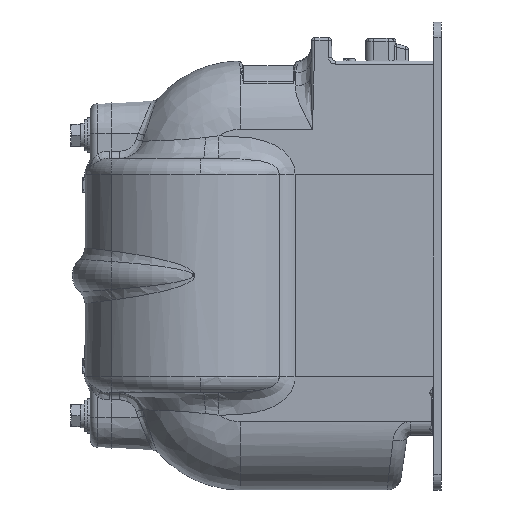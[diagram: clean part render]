
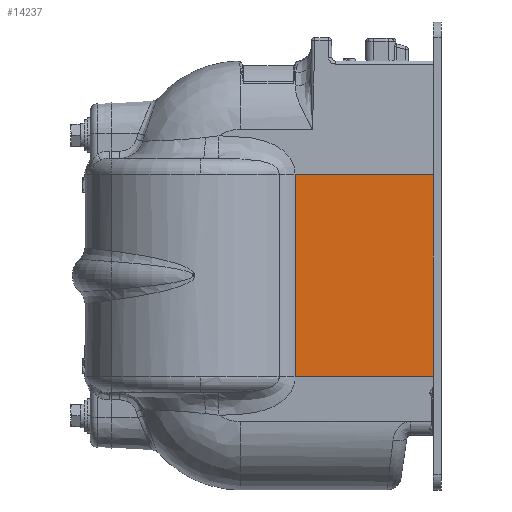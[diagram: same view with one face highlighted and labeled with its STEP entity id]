
A CAD part, left-side view. The second image highlights one B-rep face of the part: STEP entity #14237.
In plain terms, the highlighted planar face has unit normal (-1, 0, 0).
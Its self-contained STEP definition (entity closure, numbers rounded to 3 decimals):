
#4 = ORIENTED_EDGE ( 'NONE', *, *, #556, .T. ) ;
#73 = ORIENTED_EDGE ( 'NONE', *, *, #552, .F. ) ;
#124 = ORIENTED_EDGE ( 'NONE', *, *, #562, .T. ) ;
#171 = ORIENTED_EDGE ( 'NONE', *, *, #564, .T. ) ;
#194 = ORIENTED_EDGE ( 'NONE', *, *, #554, .T. ) ;
#552 = EDGE_CURVE ( 'NONE', #1462, #1463, #21617, .T. ) ;
#554 = EDGE_CURVE ( 'NONE', #1459, #1463, #21619, .T. ) ;
#556 = EDGE_CURVE ( 'NONE', #1462, #1456, #21626, .T. ) ;
#562 = EDGE_CURVE ( 'NONE', #1460, #1459, #4946, .T. ) ;
#564 = EDGE_CURVE ( 'NONE', #1456, #1460, #21621, .T. ) ;
#1456 = VERTEX_POINT ( 'NONE', #16165 ) ;
#1459 = VERTEX_POINT ( 'NONE', #16168 ) ;
#1460 = VERTEX_POINT ( 'NONE', #16169 ) ;
#1462 = VERTEX_POINT ( 'NONE', #16171 ) ;
#1463 = VERTEX_POINT ( 'NONE', #16172 ) ;
#4946 = B_SPLINE_CURVE_WITH_KNOTS ( 'NONE', 3,
 ( #11213, #11219, #11220, #11221 ),
 .UNSPECIFIED., .F., .F.,
 ( 4, 4 ),
 ( 0., 0. ),
 .UNSPECIFIED. ) ;
#6957 = CARTESIAN_POINT ( 'NONE',  ( -50., 123.725, 67.5 ) ) ;
#6959 = PLANE ( 'NONE',  #15369 ) ;
#6962 = DIRECTION ( 'NONE',  ( -1., 0., 0. ) ) ;
#6963 = DIRECTION ( 'NONE',  ( 0., 0., 1. ) ) ;
#8212 = FACE_OUTER_BOUND ( 'NONE', #8556, .T. ) ;
#8556 = EDGE_LOOP ( 'NONE', ( #73, #4, #171, #124, #194 ) ) ;
#11128 = CARTESIAN_POINT ( 'NONE',  ( -50., 0., 137.5 ) ) ;
#11158 = DIRECTION ( 'NONE',  ( 0., 0., -1. ) ) ;
#11160 = CARTESIAN_POINT ( 'NONE',  ( -50., 123.725, -65. ) ) ;
#11164 = DIRECTION ( 'NONE',  ( 0., -1., 0. ) ) ;
#11167 = CARTESIAN_POINT ( 'NONE',  ( -50., 123.725, 65. ) ) ;
#11168 = DIRECTION ( 'NONE',  ( 0., 1., 0. ) ) ;
#11213 = CARTESIAN_POINT ( 'NONE',  ( -50., 88.708, -65. ) ) ;
#11219 = CARTESIAN_POINT ( 'NONE',  ( -50., 88.707, -65. ) ) ;
#11220 = CARTESIAN_POINT ( 'NONE',  ( -50., 88.707, -65. ) ) ;
#11221 = CARTESIAN_POINT ( 'NONE',  ( -50., 88.707, -65. ) ) ;
#11222 = CARTESIAN_POINT ( 'NONE',  ( -50., 88.708, 67.5 ) ) ;
#11244 = DIRECTION ( 'NONE',  ( 0., 0., -1. ) ) ;
#14237 = ADVANCED_FACE ( 'NONE', ( #8212 ), #6959, .T. ) ;
#15369 = AXIS2_PLACEMENT_3D ( 'NONE', #6957, #6962, #6963 ) ;
#16165 = CARTESIAN_POINT ( 'NONE',  ( -50., 88.707, 65. ) ) ;
#16168 = CARTESIAN_POINT ( 'NONE',  ( -50., 88.707, -65. ) ) ;
#16169 = CARTESIAN_POINT ( 'NONE',  ( -50., 88.708, -65. ) ) ;
#16171 = CARTESIAN_POINT ( 'NONE',  ( -50., 0., 65. ) ) ;
#16172 = CARTESIAN_POINT ( 'NONE',  ( -50., 0., -65. ) ) ;
#21531 = VECTOR ( 'NONE', #11244, 1000. ) ;
#21542 = VECTOR ( 'NONE', #11164, 1000. ) ;
#21613 = VECTOR ( 'NONE', #11158, 1000. ) ;
#21617 = LINE ( 'NONE', #11128, #21613 ) ;
#21619 = LINE ( 'NONE', #11160, #21542 ) ;
#21621 = LINE ( 'NONE', #11222, #21531 ) ;
#21626 = LINE ( 'NONE', #11167, #21627 ) ;
#21627 = VECTOR ( 'NONE', #11168, 1000. ) ;
